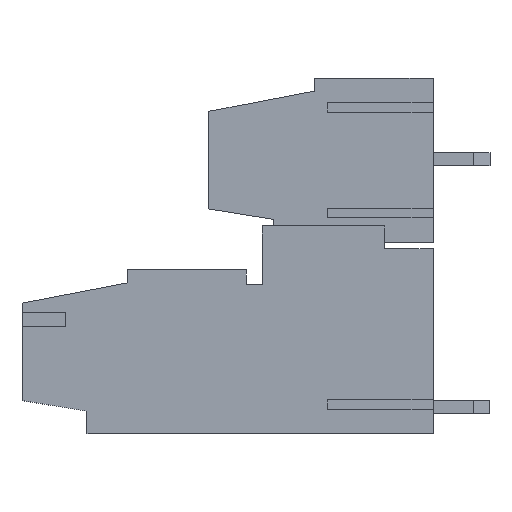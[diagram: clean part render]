
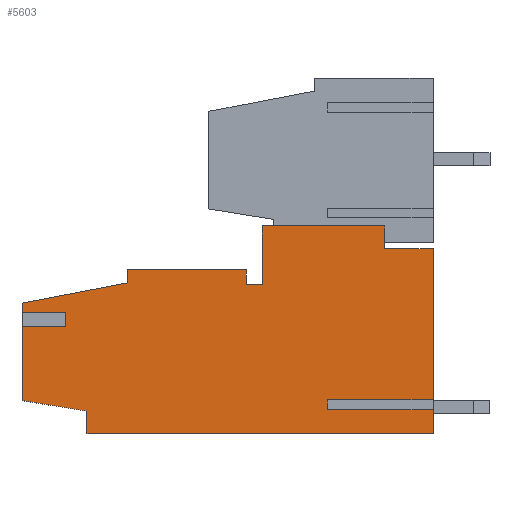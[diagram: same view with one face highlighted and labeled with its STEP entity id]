
A CAD part, left-side view. The second image highlights one B-rep face of the part: STEP entity #5603.
In plain terms, the highlighted planar face has unit normal (-1, 0, 0).
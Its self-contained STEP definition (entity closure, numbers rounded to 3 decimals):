
#159=ORIENTED_EDGE('',*,*,#1774,.F.);
#160=ORIENTED_EDGE('',*,*,#1775,.F.);
#161=ORIENTED_EDGE('',*,*,#1776,.T.);
#162=ORIENTED_EDGE('',*,*,#1777,.F.);
#163=ORIENTED_EDGE('',*,*,#1778,.F.);
#164=ORIENTED_EDGE('',*,*,#1779,.F.);
#165=ORIENTED_EDGE('',*,*,#1766,.F.);
#166=ORIENTED_EDGE('',*,*,#1780,.F.);
#167=ORIENTED_EDGE('',*,*,#1781,.F.);
#168=ORIENTED_EDGE('',*,*,#1782,.T.);
#169=ORIENTED_EDGE('',*,*,#1783,.T.);
#170=ORIENTED_EDGE('',*,*,#1784,.F.);
#171=ORIENTED_EDGE('',*,*,#1785,.F.);
#172=ORIENTED_EDGE('',*,*,#1786,.F.);
#173=ORIENTED_EDGE('',*,*,#1787,.F.);
#174=ORIENTED_EDGE('',*,*,#1788,.F.);
#175=ORIENTED_EDGE('',*,*,#1789,.F.);
#176=ORIENTED_EDGE('',*,*,#1790,.F.);
#177=ORIENTED_EDGE('',*,*,#1791,.F.);
#178=ORIENTED_EDGE('',*,*,#1792,.F.);
#179=ORIENTED_EDGE('',*,*,#1793,.F.);
#180=ORIENTED_EDGE('',*,*,#1794,.F.);
#1766=EDGE_CURVE('',#2574,#2575,#3106,.T.);
#1774=EDGE_CURVE('',#2581,#2582,#3114,.T.);
#1775=EDGE_CURVE('',#2583,#2581,#3115,.T.);
#1776=EDGE_CURVE('',#2583,#2584,#3116,.T.);
#1777=EDGE_CURVE('',#2585,#2584,#3117,.T.);
#1778=EDGE_CURVE('',#2586,#2585,#3118,.T.);
#1779=EDGE_CURVE('',#2575,#2586,#3119,.T.);
#1780=EDGE_CURVE('',#2587,#2574,#3120,.T.);
#1781=EDGE_CURVE('',#2588,#2587,#3121,.T.);
#1782=EDGE_CURVE('',#2588,#2589,#3122,.T.);
#1783=EDGE_CURVE('',#2589,#2590,#3123,.T.);
#1784=EDGE_CURVE('',#2591,#2590,#3124,.T.);
#1785=EDGE_CURVE('',#2592,#2591,#3125,.T.);
#1786=EDGE_CURVE('',#2593,#2592,#3126,.T.);
#1787=EDGE_CURVE('',#2594,#2593,#3127,.T.);
#1788=EDGE_CURVE('',#2595,#2594,#3128,.T.);
#1789=EDGE_CURVE('',#2596,#2595,#3129,.T.);
#1790=EDGE_CURVE('',#2597,#2596,#3130,.T.);
#1791=EDGE_CURVE('',#2598,#2597,#3131,.T.);
#1792=EDGE_CURVE('',#2599,#2598,#3132,.T.);
#1793=EDGE_CURVE('',#2600,#2599,#3133,.T.);
#1794=EDGE_CURVE('',#2582,#2600,#3134,.T.);
#2574=VERTEX_POINT('',#7821);
#2575=VERTEX_POINT('',#7823);
#2581=VERTEX_POINT('',#7839);
#2582=VERTEX_POINT('',#7840);
#2583=VERTEX_POINT('',#7842);
#2584=VERTEX_POINT('',#7844);
#2585=VERTEX_POINT('',#7846);
#2586=VERTEX_POINT('',#7848);
#2587=VERTEX_POINT('',#7851);
#2588=VERTEX_POINT('',#7853);
#2589=VERTEX_POINT('',#7855);
#2590=VERTEX_POINT('',#7857);
#2591=VERTEX_POINT('',#7859);
#2592=VERTEX_POINT('',#7861);
#2593=VERTEX_POINT('',#7863);
#2594=VERTEX_POINT('',#7865);
#2595=VERTEX_POINT('',#7867);
#2596=VERTEX_POINT('',#7869);
#2597=VERTEX_POINT('',#7871);
#2598=VERTEX_POINT('',#7873);
#2599=VERTEX_POINT('',#7875);
#2600=VERTEX_POINT('',#7877);
#3106=LINE('',#7822,#3872);
#3114=LINE('',#7838,#3880);
#3115=LINE('',#7841,#3881);
#3116=LINE('',#7843,#3882);
#3117=LINE('',#7845,#3883);
#3118=LINE('',#7847,#3884);
#3119=LINE('',#7849,#3885);
#3120=LINE('',#7850,#3886);
#3121=LINE('',#7852,#3887);
#3122=LINE('',#7854,#3888);
#3123=LINE('',#7856,#3889);
#3124=LINE('',#7858,#3890);
#3125=LINE('',#7860,#3891);
#3126=LINE('',#7862,#3892);
#3127=LINE('',#7864,#3893);
#3128=LINE('',#7866,#3894);
#3129=LINE('',#7868,#3895);
#3130=LINE('',#7870,#3896);
#3131=LINE('',#7872,#3897);
#3132=LINE('',#7874,#3898);
#3133=LINE('',#7876,#3899);
#3134=LINE('',#7878,#3900);
#3872=VECTOR('',#6338,1000.);
#3880=VECTOR('',#6350,1000.);
#3881=VECTOR('',#6351,1000.);
#3882=VECTOR('',#6352,1000.);
#3883=VECTOR('',#6353,1000.);
#3884=VECTOR('',#6354,1000.);
#3885=VECTOR('',#6355,1000.);
#3886=VECTOR('',#6356,1000.);
#3887=VECTOR('',#6357,1000.);
#3888=VECTOR('',#6358,1000.);
#3889=VECTOR('',#6359,1000.);
#3890=VECTOR('',#6360,1000.);
#3891=VECTOR('',#6361,1000.);
#3892=VECTOR('',#6362,1000.);
#3893=VECTOR('',#6363,1000.);
#3894=VECTOR('',#6364,1000.);
#3895=VECTOR('',#6365,1000.);
#3896=VECTOR('',#6366,1000.);
#3897=VECTOR('',#6367,1000.);
#3898=VECTOR('',#6368,1000.);
#3899=VECTOR('',#6369,1000.);
#3900=VECTOR('',#6370,1000.);
#4637=EDGE_LOOP('',(#159,#160,#161,#162,#163,#164,#165,#166,#167,#168,#169,
#170,#171,#172,#173,#174,#175,#176,#177,#178,#179,#180));
#4979=FACE_BOUND('',#4637,.T.);
#5321=PLANE('',#5976);
#5603=ADVANCED_FACE('',(#4979),#5321,.F.);
#5976=AXIS2_PLACEMENT_3D('',#7837,#6348,#6349);
#6338=DIRECTION('',(0.,1.,0.));
#6348=DIRECTION('',(1.,0.,0.));
#6349=DIRECTION('',(0.,0.,-1.));
#6350=DIRECTION('',(0.,1.,0.));
#6351=DIRECTION('',(0.,0.,1.));
#6352=DIRECTION('',(0.,1.,0.));
#6353=DIRECTION('',(0.,0.,1.));
#6354=DIRECTION('',(0.,0.987,0.16));
#6355=DIRECTION('',(0.,0.,1.));
#6356=DIRECTION('',(0.,0.,-1.));
#6357=DIRECTION('',(0.,-1.,0.));
#6358=DIRECTION('',(0.,0.,1.));
#6359=DIRECTION('',(0.,-1.,0.));
#6360=DIRECTION('',(0.,0.,-1.));
#6361=DIRECTION('',(0.,-1.,0.));
#6362=DIRECTION('',(0.,0.,-1.));
#6363=DIRECTION('',(0.,-1.,0.));
#6364=DIRECTION('',(0.,0.,1.));
#6365=DIRECTION('',(0.,-1.,0.));
#6366=DIRECTION('',(0.,0.,-1.));
#6367=DIRECTION('',(0.,-1.,0.));
#6368=DIRECTION('',(0.,0.,1.));
#6369=DIRECTION('',(0.,-0.982,0.189));
#6370=DIRECTION('',(0.,0.,1.));
#7821=CARTESIAN_POINT('',(-5.08,-15.15,-5.05));
#7822=CARTESIAN_POINT('',(-5.08,-15.15,-5.05));
#7823=CARTESIAN_POINT('',(-5.08,6.15,-5.05));
#7837=CARTESIAN_POINT('',(-5.08,0.,0.));
#7838=CARTESIAN_POINT('',(-5.08,7.45,2.3));
#7839=CARTESIAN_POINT('',(-5.08,7.45,2.3));
#7840=CARTESIAN_POINT('',(-5.08,10.15,2.3));
#7841=CARTESIAN_POINT('',(-5.08,7.45,1.7));
#7842=CARTESIAN_POINT('',(-5.08,7.45,1.7));
#7843=CARTESIAN_POINT('',(-5.08,7.45,1.7));
#7844=CARTESIAN_POINT('',(-5.08,10.15,1.7));
#7845=CARTESIAN_POINT('',(-5.08,10.15,-3.));
#7846=CARTESIAN_POINT('',(-5.08,10.15,-3.));
#7847=CARTESIAN_POINT('',(-5.08,6.15,-3.65));
#7848=CARTESIAN_POINT('',(-5.08,6.15,-3.65));
#7849=CARTESIAN_POINT('',(-5.08,6.15,-5.05));
#7850=CARTESIAN_POINT('',(-5.08,-15.15,6.35));
#7851=CARTESIAN_POINT('',(-5.08,-15.15,-3.55));
#7852=CARTESIAN_POINT('',(-5.08,-8.65,-3.55));
#7853=CARTESIAN_POINT('',(-5.08,-8.65,-3.55));
#7854=CARTESIAN_POINT('',(-5.08,-8.65,-3.55));
#7855=CARTESIAN_POINT('',(-5.08,-8.65,-2.95));
#7856=CARTESIAN_POINT('',(-5.08,-8.65,-2.95));
#7857=CARTESIAN_POINT('',(-5.08,-15.15,-2.95));
#7858=CARTESIAN_POINT('',(-5.08,-15.15,6.35));
#7859=CARTESIAN_POINT('',(-5.08,-15.15,6.35));
#7860=CARTESIAN_POINT('',(-5.08,-12.17,6.35));
#7861=CARTESIAN_POINT('',(-5.08,-12.17,6.35));
#7862=CARTESIAN_POINT('',(-5.08,-12.17,7.75));
#7863=CARTESIAN_POINT('',(-5.08,-12.17,7.75));
#7864=CARTESIAN_POINT('',(-5.08,-4.65,7.75));
#7865=CARTESIAN_POINT('',(-5.08,-4.65,7.75));
#7866=CARTESIAN_POINT('',(-5.08,-4.65,4.15));
#7867=CARTESIAN_POINT('',(-5.08,-4.65,4.15));
#7868=CARTESIAN_POINT('',(-5.08,-3.65,4.15));
#7869=CARTESIAN_POINT('',(-5.08,-3.65,4.15));
#7870=CARTESIAN_POINT('',(-5.08,-3.65,5.05));
#7871=CARTESIAN_POINT('',(-5.08,-3.65,5.05));
#7872=CARTESIAN_POINT('',(-5.08,3.65,5.05));
#7873=CARTESIAN_POINT('',(-5.08,3.65,5.05));
#7874=CARTESIAN_POINT('',(-5.08,3.65,4.25));
#7875=CARTESIAN_POINT('',(-5.08,3.65,4.25));
#7876=CARTESIAN_POINT('',(-5.08,10.15,3.));
#7877=CARTESIAN_POINT('',(-5.08,10.15,3.));
#7878=CARTESIAN_POINT('',(-5.08,10.15,-3.));
